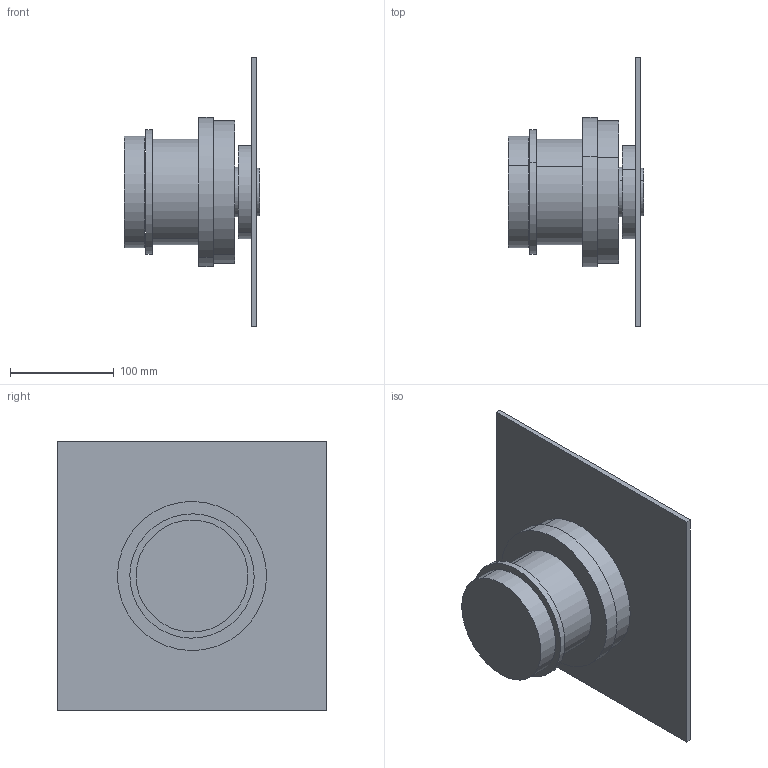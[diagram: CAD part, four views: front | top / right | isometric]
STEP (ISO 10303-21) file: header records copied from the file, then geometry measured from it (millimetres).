
FILE_DESCRIPTION(('CATIA V5 STEP Exchange'),'2;1');
FILE_NAME('SE3_transmission.stp','2020-01-31T15:05:43+00:00',('none'),('none'),'Version 5-6 Release 2012','CATIA V5 STEP AP203','none');
FILE_SCHEMA(('CONFIG_CONTROL_DESIGN'));
Length unit declared in the file: millimetre
Products named in the file (3): SE3_transmission; SE2_axe_tambour; SE1_tambour
Assembly tree (9 placements, depth 4):
  SE3_transmission
    #58
    SE2_axe_tambour
      #579
      SE1_tambour
        #1125
        #1860
        #2042
        #2785
      #3541
Bounding box: 131 x 260 x 260 mm (x, y, z)
Volume: 1472401.5 mm3; surface area: 344508.6 mm2
Topology: 11 solids, 11 shells, 148 faces, 309 edges, 209 vertices
Faces by surface type: cylinder 78, plane 38, torus 32
Entity records: 3784 total; most frequent: CARTESIAN_POINT 619, ORIENTED_EDGE 604, DIRECTION 511, AXIS2_PLACEMENT_3D 313, EDGE_CURVE 302, CIRCLE 212, VERTEX_POINT 188, EDGE_LOOP 186
